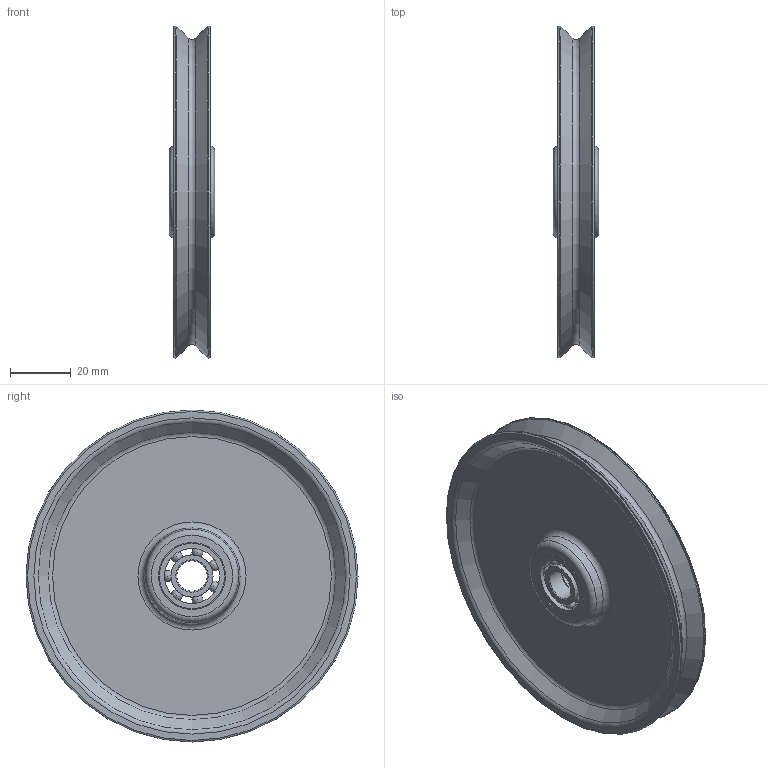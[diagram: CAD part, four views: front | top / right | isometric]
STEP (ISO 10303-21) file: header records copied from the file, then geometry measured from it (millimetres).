
FILE_DESCRIPTION(/* description */ (''),/* implementation_level */ '2;1');
FILE_NAME(/* name */ 'PNA100V090CS-K.stp',/* time_stamp */ '2024-04-17T11:41:04+02:00',/* author */ ('moritz.michaelis'),/* organization */ (''),/* preprocessor_version */ 'ST-DEVELOPER v20',/* originating_system */ 'Autodesk Inventor 2024',/* authorisation */ '');
FILE_SCHEMA (('CONFIG_CONTROL_DESIGN'));
Length unit declared in the file: millimetre
Products named in the file (3): Baugruppe1; NW001666; DIN 625 SKF - SKF 61900
Assembly tree (3 placements, depth 2):
  Baugruppe1
    NW001666
    DIN 625 SKF - SKF 61900  x2
Bounding box: 15 x 109 x 109 mm (x, y, z)
Volume: 41522.2 mm3; surface area: 29492.7 mm2
Topology: 3 solids, 3 shells, 98 faces, 336 edges, 224 vertices
Faces by surface type: torus 49, cylinder 15, plane 14, sphere 14, cone 6
Full cylindrical faces by diameter (mm): 10 x2, 13.84 x4, 18.16 x4, 22 x3, 109 x2
Entity records: 3697 total; most frequent: CARTESIAN_POINT 1818, DIRECTION 385, ORIENTED_EDGE 374, EDGE_CURVE 187, AXIS2_PLACEMENT_3D 185, VERTEX_POINT 134, CIRCLE 116, EDGE_LOOP 87
